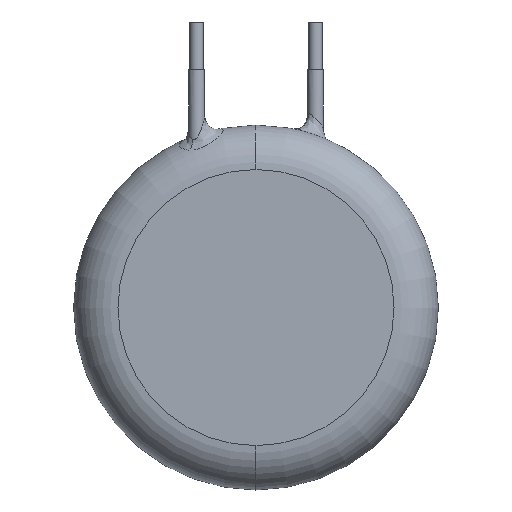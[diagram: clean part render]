
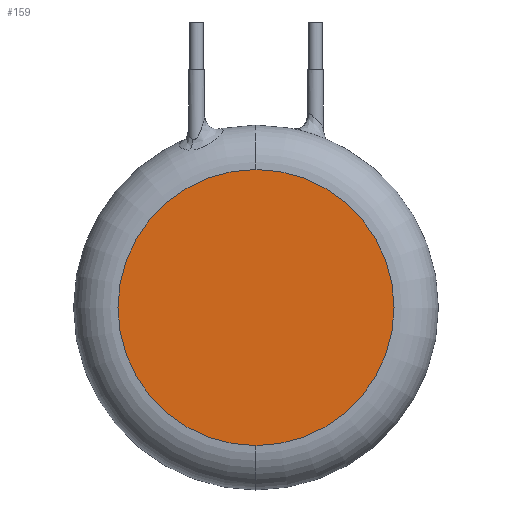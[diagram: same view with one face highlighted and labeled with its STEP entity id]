
A CAD part, front view. The second image highlights one B-rep face of the part: STEP entity #159.
In plain terms, the highlighted planar face has unit normal (0, -1, 0).
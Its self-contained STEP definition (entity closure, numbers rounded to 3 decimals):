
#29 = CIRCLE ( 'NONE', #681, 8.7 ) ;
#63 = VERTEX_POINT ( 'NONE', #595 ) ;
#83 = CIRCLE ( 'NONE', #758, 8.7 ) ;
#159 = ADVANCED_FACE ( 'NONE', ( #804 ), #277, .F. ) ;
#176 = DIRECTION ( 'NONE',  ( 0., 1., 0. ) ) ;
#177 = ORIENTED_EDGE ( 'NONE', *, *, #754, .F. ) ;
#277 = PLANE ( 'NONE',  #1072 ) ;
#352 = ORIENTED_EDGE ( 'NONE', *, *, #995, .F. ) ;
#363 = VERTEX_POINT ( 'NONE', #750 ) ;
#380 = DIRECTION ( 'NONE',  ( 0., 0., 1. ) ) ;
#460 = CARTESIAN_POINT ( 'NONE',  ( 0., -2.8, 0. ) ) ;
#595 = CARTESIAN_POINT ( 'NONE',  ( 0., -2.8, 8.7 ) ) ;
#665 = CARTESIAN_POINT ( 'NONE',  ( 0., -2.8, 0. ) ) ;
#681 = AXIS2_PLACEMENT_3D ( 'NONE', #919, #176, #843 ) ;
#720 = EDGE_LOOP ( 'NONE', ( #352, #177 ) ) ;
#750 = CARTESIAN_POINT ( 'NONE',  ( 0., -2.8, -8.7 ) ) ;
#754 = EDGE_CURVE ( 'NONE', #363, #63, #83, .T. ) ;
#758 = AXIS2_PLACEMENT_3D ( 'NONE', #665, #1022, #1004 ) ;
#798 = DIRECTION ( 'NONE',  ( 0., 1., 0. ) ) ;
#804 = FACE_OUTER_BOUND ( 'NONE', #720, .T. ) ;
#843 = DIRECTION ( 'NONE',  ( 0., 0., 1. ) ) ;
#919 = CARTESIAN_POINT ( 'NONE',  ( 0., -2.8, 0. ) ) ;
#995 = EDGE_CURVE ( 'NONE', #63, #363, #29, .T. ) ;
#1004 = DIRECTION ( 'NONE',  ( 0., 0., 1. ) ) ;
#1022 = DIRECTION ( 'NONE',  ( 0., 1., 0. ) ) ;
#1072 = AXIS2_PLACEMENT_3D ( 'NONE', #460, #798, #380 ) ;
